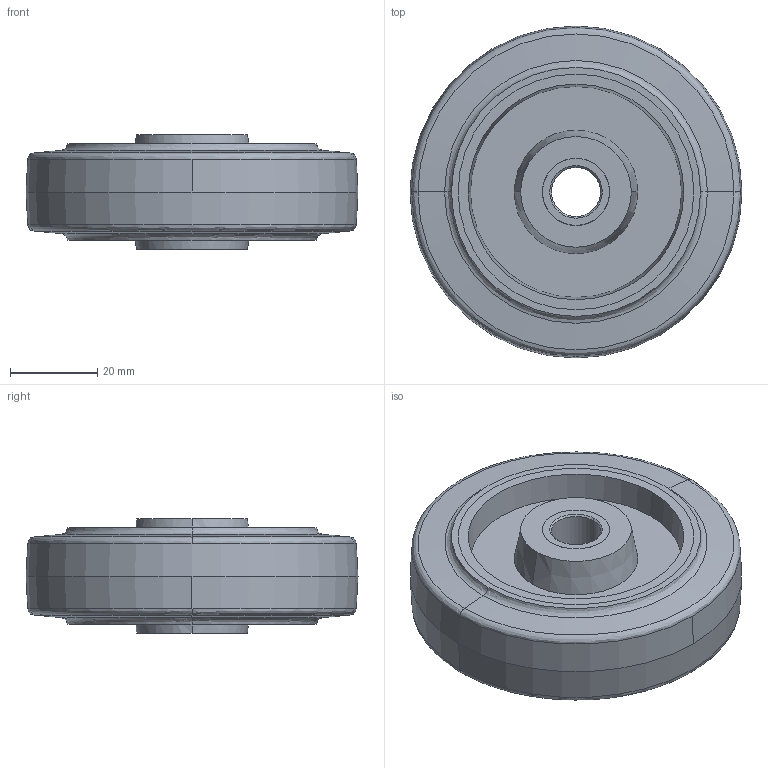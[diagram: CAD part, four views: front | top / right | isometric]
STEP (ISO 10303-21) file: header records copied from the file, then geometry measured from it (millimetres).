
FILE_DESCRIPTION (( 'STEP AP214' ), '1' );
FILE_NAME ('WCP-1532 Rev1.step', '2024-01-17T21:46:05', ( '' ), ( '' ), 'SwSTEP 2.0', 'SolidWorks 2022', '' );
FILE_SCHEMA (( 'AUTOMOTIVE_DESIGN' ));
Length unit declared in the file: inch
Products named in the file (1): WCP-1532 Rev1
Bounding box: 76.2 x 76.2 x 26.19 mm (x, y, z)
Volume: 75688.7 mm3; surface area: 30874.5 mm2
Topology: 3 solids, 3 shells, 68 faces, 140 edges, 86 vertices
Faces by surface type: cone 20, cylinder 18, bspline 16, plane 14
Entity records: 3400 total; most frequent: CARTESIAN_POINT 999, DIRECTION 332, ORIENTED_EDGE 280, AXIS2_PLACEMENT_3D 147, EDGE_CURVE 140, CIRCLE 94, VERTEX_POINT 86, EDGE_LOOP 82
